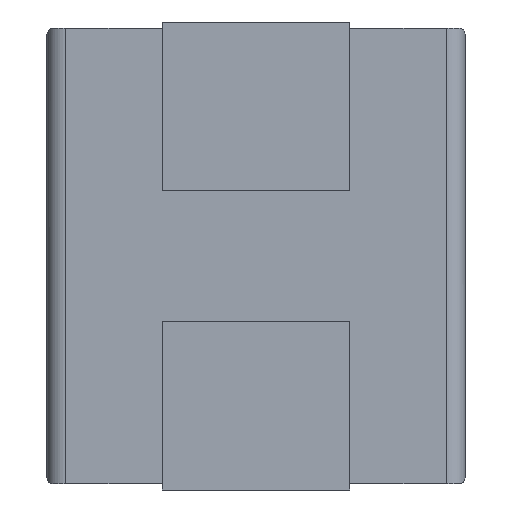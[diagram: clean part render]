
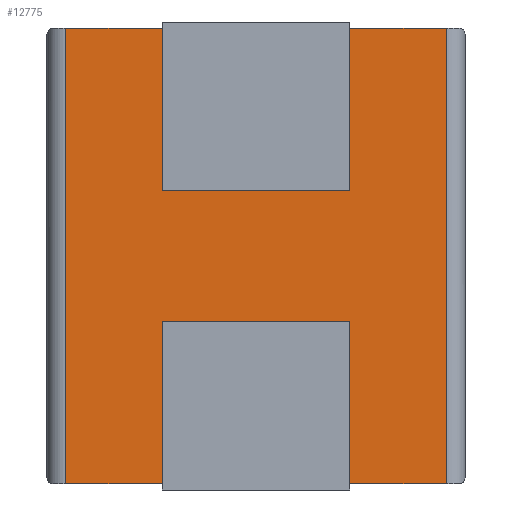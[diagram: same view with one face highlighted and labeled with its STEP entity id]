
A CAD part, front view. The second image highlights one B-rep face of the part: STEP entity #12775.
In plain terms, the highlighted planar face has unit normal (0, -1, 0).
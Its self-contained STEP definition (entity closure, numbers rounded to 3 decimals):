
#98 = VECTOR ( 'NONE', #4964, 1000. ) ;
#110 = VECTOR ( 'NONE', #4946, 1000. ) ;
#114 = VECTOR ( 'NONE', #4962, 1000. ) ;
#116 = VECTOR ( 'NONE', #4958, 1000. ) ;
#124 = VECTOR ( 'NONE', #4954, 1000. ) ;
#125 = VECTOR ( 'NONE', #4952, 1000. ) ;
#126 = VECTOR ( 'NONE', #4950, 1000. ) ;
#546 = EDGE_CURVE ( 'NONE', #1991, #3803, #4721, .T. ) ;
#548 = EDGE_CURVE ( 'NONE', #3803, #3806, #4723, .T. ) ;
#549 = EDGE_CURVE ( 'NONE', #3806, #2118, #4724, .T. ) ;
#550 = EDGE_CURVE ( 'NONE', #2119, #2101, #4725, .T. ) ;
#552 = EDGE_CURVE ( 'NONE', #2006, #3805, #4727, .T. ) ;
#554 = EDGE_CURVE ( 'NONE', #3805, #3807, #4729, .T. ) ;
#555 = EDGE_CURVE ( 'NONE', #3807, #2019, #4730, .T. ) ;
#556 = EDGE_CURVE ( 'NONE', #2012, #2137, #4731, .T. ) ;
#1230 = ORIENTED_EDGE ( 'NONE', *, *, #554, .F. ) ;
#1231 = ORIENTED_EDGE ( 'NONE', *, *, #556, .F. ) ;
#1232 = ORIENTED_EDGE ( 'NONE', *, *, #4282, .T. ) ;
#1233 = ORIENTED_EDGE ( 'NONE', *, *, #555, .F. ) ;
#1234 = ORIENTED_EDGE ( 'NONE', *, *, #552, .F. ) ;
#1235 = ORIENTED_EDGE ( 'NONE', *, *, #4279, .T. ) ;
#1236 = ORIENTED_EDGE ( 'NONE', *, *, #550, .F. ) ;
#1237 = ORIENTED_EDGE ( 'NONE', *, *, #3907, .T. ) ;
#1238 = ORIENTED_EDGE ( 'NONE', *, *, #549, .F. ) ;
#1239 = ORIENTED_EDGE ( 'NONE', *, *, #548, .F. ) ;
#1240 = ORIENTED_EDGE ( 'NONE', *, *, #546, .F. ) ;
#1241 = ORIENTED_EDGE ( 'NONE', *, *, #3904, .T. ) ;
#1991 = VERTEX_POINT ( 'NONE', #5932 ) ;
#2006 = VERTEX_POINT ( 'NONE', #5947 ) ;
#2012 = VERTEX_POINT ( 'NONE', #5953 ) ;
#2019 = VERTEX_POINT ( 'NONE', #5960 ) ;
#2101 = VERTEX_POINT ( 'NONE', #6042 ) ;
#2118 = VERTEX_POINT ( 'NONE', #6059 ) ;
#2119 = VERTEX_POINT ( 'NONE', #6060 ) ;
#2137 = VERTEX_POINT ( 'NONE', #6078 ) ;
#2267 = EDGE_LOOP ( 'NONE', ( #1231, #1232, #1233, #1230, #1234, #1235, #1236, #1237, #1238, #1239, #1240, #1241 ) ) ;
#2948 = FACE_OUTER_BOUND ( 'NONE', #2267, .T. ) ;
#2961 = VECTOR ( 'NONE', #4966, 1000. ) ;
#3329 = PLANE ( 'NONE',  #12238 ) ;
#3330 = CARTESIAN_POINT ( 'NONE',  ( -3.35, 0., 3.65 ) ) ;
#3331 = DIRECTION ( 'NONE',  ( 0., 1., 0. ) ) ;
#3332 = DIRECTION ( 'NONE',  ( 0., 0., 1. ) ) ;
#3803 = VERTEX_POINT ( 'NONE', #7090 ) ;
#3805 = VERTEX_POINT ( 'NONE', #7092 ) ;
#3806 = VERTEX_POINT ( 'NONE', #7093 ) ;
#3807 = VERTEX_POINT ( 'NONE', #7094 ) ;
#3904 = EDGE_CURVE ( 'NONE', #1991, #2137, #6512, .T. ) ;
#3907 = EDGE_CURVE ( 'NONE', #2119, #2118, #6515, .T. ) ;
#4279 = EDGE_CURVE ( 'NONE', #2006, #2101, #8222, .T. ) ;
#4282 = EDGE_CURVE ( 'NONE', #2012, #2019, #8225, .T. ) ;
#4721 = LINE ( 'NONE', #4945, #110 ) ;
#4723 = LINE ( 'NONE', #4949, #126 ) ;
#4724 = LINE ( 'NONE', #4951, #125 ) ;
#4725 = LINE ( 'NONE', #4953, #124 ) ;
#4727 = LINE ( 'NONE', #4957, #116 ) ;
#4729 = LINE ( 'NONE', #4961, #114 ) ;
#4730 = LINE ( 'NONE', #4963, #98 ) ;
#4731 = LINE ( 'NONE', #4965, #2961 ) ;
#4945 = CARTESIAN_POINT ( 'NONE',  ( 1.5, 0., 3.65 ) ) ;
#4946 = DIRECTION ( 'NONE',  ( 0., 0., 1. ) ) ;
#4949 = CARTESIAN_POINT ( 'NONE',  ( -3.35, 0., -1.05 ) ) ;
#4950 = DIRECTION ( 'NONE',  ( -1., 0., 0. ) ) ;
#4951 = CARTESIAN_POINT ( 'NONE',  ( -1.5, 0., 3.65 ) ) ;
#4952 = DIRECTION ( 'NONE',  ( 0., 0., -1. ) ) ;
#4953 = CARTESIAN_POINT ( 'NONE',  ( -3.05, 0., 3.65 ) ) ;
#4954 = DIRECTION ( 'NONE',  ( 0., 0., 1. ) ) ;
#4957 = CARTESIAN_POINT ( 'NONE',  ( -1.5, 0., 3.65 ) ) ;
#4958 = DIRECTION ( 'NONE',  ( 0., 0., -1. ) ) ;
#4961 = CARTESIAN_POINT ( 'NONE',  ( -3.35, 0., 1.05 ) ) ;
#4962 = DIRECTION ( 'NONE',  ( 1., 0., 0. ) ) ;
#4963 = CARTESIAN_POINT ( 'NONE',  ( 1.5, 0., 3.65 ) ) ;
#4964 = DIRECTION ( 'NONE',  ( 0., 0., 1. ) ) ;
#4965 = CARTESIAN_POINT ( 'NONE',  ( 3.05, 0., 3.65 ) ) ;
#4966 = DIRECTION ( 'NONE',  ( 0., 0., -1. ) ) ;
#5932 = CARTESIAN_POINT ( 'NONE',  ( 1.5, 0., -3.65 ) ) ;
#5947 = CARTESIAN_POINT ( 'NONE',  ( -1.5, 0., 3.65 ) ) ;
#5953 = CARTESIAN_POINT ( 'NONE',  ( 3.05, 0., 3.65 ) ) ;
#5960 = CARTESIAN_POINT ( 'NONE',  ( 1.5, 0., 3.65 ) ) ;
#6042 = CARTESIAN_POINT ( 'NONE',  ( -3.05, 0., 3.65 ) ) ;
#6059 = CARTESIAN_POINT ( 'NONE',  ( -1.5, 0., -3.65 ) ) ;
#6060 = CARTESIAN_POINT ( 'NONE',  ( -3.05, 0., -3.65 ) ) ;
#6078 = CARTESIAN_POINT ( 'NONE',  ( 3.05, 0., -3.65 ) ) ;
#6512 = LINE ( 'NONE', #7095, #7358 ) ;
#6515 = LINE ( 'NONE', #7101, #7363 ) ;
#7090 = CARTESIAN_POINT ( 'NONE',  ( 1.5, 0., -1.05 ) ) ;
#7092 = CARTESIAN_POINT ( 'NONE',  ( -1.5, 0., 1.05 ) ) ;
#7093 = CARTESIAN_POINT ( 'NONE',  ( -1.5, 0., -1.05 ) ) ;
#7094 = CARTESIAN_POINT ( 'NONE',  ( 1.5, 0., 1.05 ) ) ;
#7095 = CARTESIAN_POINT ( 'NONE',  ( -3.35, 0., -3.65 ) ) ;
#7096 = DIRECTION ( 'NONE',  ( 1., 0., 0. ) ) ;
#7101 = CARTESIAN_POINT ( 'NONE',  ( -3.35, 0., -3.65 ) ) ;
#7102 = DIRECTION ( 'NONE',  ( 1., 0., 0. ) ) ;
#7358 = VECTOR ( 'NONE', #7096, 1000. ) ;
#7363 = VECTOR ( 'NONE', #7102, 1000. ) ;
#7401 = VECTOR ( 'NONE', #8022, 1000. ) ;
#7405 = VECTOR ( 'NONE', #8028, 1000. ) ;
#8021 = CARTESIAN_POINT ( 'NONE',  ( -3.35, 0., 3.65 ) ) ;
#8022 = DIRECTION ( 'NONE',  ( -1., 0., 0. ) ) ;
#8027 = CARTESIAN_POINT ( 'NONE',  ( -3.35, 0., 3.65 ) ) ;
#8028 = DIRECTION ( 'NONE',  ( -1., 0., 0. ) ) ;
#8222 = LINE ( 'NONE', #8021, #7401 ) ;
#8225 = LINE ( 'NONE', #8027, #7405 ) ;
#12238 = AXIS2_PLACEMENT_3D ( 'NONE', #3330, #3331, #3332 ) ;
#12775 = ADVANCED_FACE ( 'NONE', ( #2948 ), #3329, .F. ) ;
